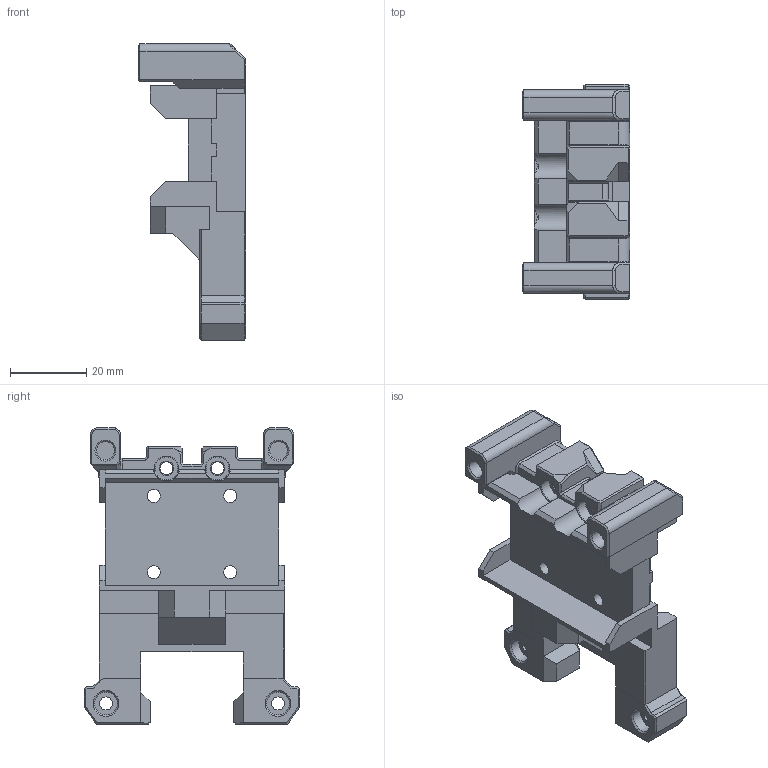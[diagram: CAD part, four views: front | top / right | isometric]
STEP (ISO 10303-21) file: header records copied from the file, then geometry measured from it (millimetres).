
FILE_DESCRIPTION(/* description */ (''),/* implementation_level */ '2;1');
FILE_NAME(/* name */ 'K1 Inertia Toolhead Carriage v2 STEP.step',/* time_stamp */ '2025-09-05T00:59:24+02:00',/* author */ (''),/* organization */ (''),/* preprocessor_version */ 'ST-DEVELOPER v20.1',/* originating_system */ 'Autodesk Translation Framework v14.10.0.0',/* authorisation */ '');
FILE_SCHEMA (('AUTOMOTIVE_DESIGN { 1 0 10303 214 3 1 1 }'));
Length unit declared in the file: millimetre
Products named in the file (2): Flo Gantry K1; Left Carriage
Assembly tree (1 placements, depth 2):
  Flo Gantry K1
    Left Carriage
Bounding box: 28.11 x 56.48 x 77.77 mm (x, y, z)
Volume: 39610 mm3; surface area: 17383.4 mm2
Topology: 1 solids, 1 shells, 406 faces, 1054 edges, 656 vertices
Faces by surface type: plane 332, cylinder 34, cone 28, bspline 8, torus 4
Full cylindrical faces by diameter (mm): 3.4 x8, 4.6 x4, 4.7 x4, 6 x8
Entity records: 12602 total; most frequent: CARTESIAN_POINT 2551, ORIENTED_EDGE 2108, DIRECTION 1983, EDGE_CURVE 1054, LINE 875, VECTOR 875, VERTEX_POINT 656, AXIS2_PLACEMENT_3D 554
